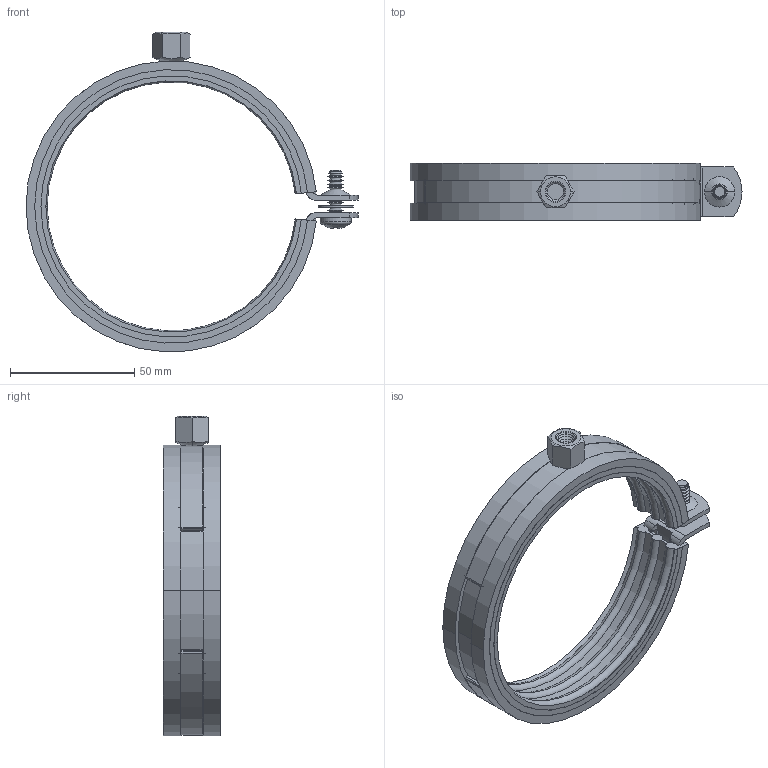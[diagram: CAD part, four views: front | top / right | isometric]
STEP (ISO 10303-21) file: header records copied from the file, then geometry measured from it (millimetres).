
FILE_DESCRIPTION((''),'2;1');
FILE_NAME('41971.stp','2007-07-23T12:13:38',(''),(''),'Mechanical Desktop.R8.0.24.0','Mechanical Desktop.R8.0.24.0',', , ');
FILE_SCHEMA(('CONFIG_CONTROL_DESIGN'));
Length unit declared in the file: millimetre
Products named in the file (15): 41971; SCHELLE20X2; TEIL1; 08-233; ~TEIL1; STREIFEN; ~~TEIL1; UVS14; ~~~TEIL1; B6,3X19; ~~~~TEIL1; HUTMUTTER8_DIN917; M8$0$AVE_RENDER; M8$0$AVE_GLOBAL; LAYER
Assembly tree (21 placements, depth 3):
  41971
    SCHELLE20X2
      TEIL1
    08-233
      ~TEIL1
    STREIFEN
      ~~TEIL1
    UVS14
      ~~~TEIL1
    B6,3X19
      ~~~~TEIL1
    HUTMUTTER8_DIN917
      M8$0$AVE_RENDER  x8
      M8$0$AVE_GLOBAL
    LAYER
Bounding box: 133.5 x 23.1 x 128.43 mm (x, y, z)
Volume: 50901.4 mm3; surface area: 55376 mm2
Topology: 6 solids, 6 shells, 290 faces, 724 edges, 440 vertices
Faces by surface type: cylinder 106, cone 90, plane 54, torus 28, bspline 12
Entity records: 10699 total; most frequent: CARTESIAN_POINT 3410, DIRECTION 1574, ORIENTED_EDGE 1448, EDGE_CURVE 724, AXIS2_PLACEMENT_3D 638, VERTEX_POINT 440, CIRCLE 338, VECTOR 298
